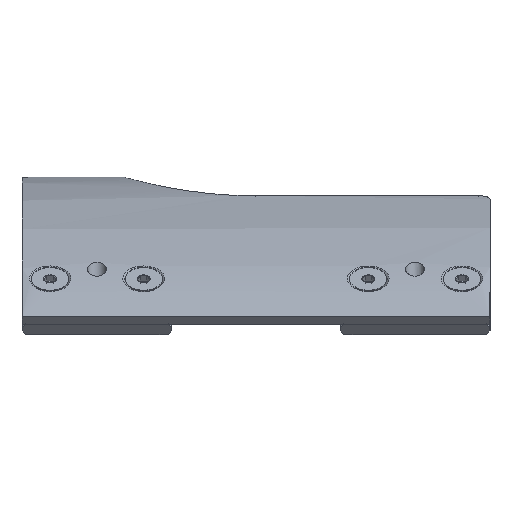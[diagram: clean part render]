
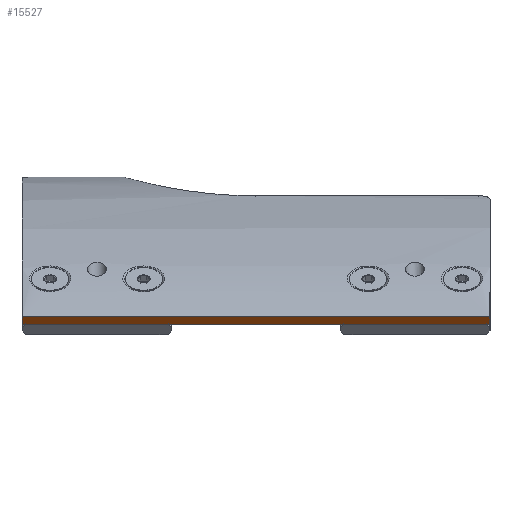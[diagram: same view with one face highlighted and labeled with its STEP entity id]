
A CAD part, left-side view. The second image highlights one B-rep face of the part: STEP entity #15527.
In plain terms, the highlighted planar face has unit normal (-0.707, 0, -0.707).
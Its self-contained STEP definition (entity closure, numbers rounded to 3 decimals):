
#934=PLANE('',#16233);
#1760=FACE_OUTER_BOUND('',#2675,.T.);
#2675=EDGE_LOOP('',(#14463,#14464,#14465,#14466));
#4216=LINE('',#28250,#5787);
#4221=LINE('',#29068,#5792);
#4245=LINE('',#30891,#5816);
#4247=LINE('',#30894,#5818);
#5787=VECTOR('',#19112,10.);
#5792=VECTOR('',#19123,10.);
#5816=VECTOR('',#19201,10.);
#5818=VECTOR('',#19205,10.);
#7718=VERTEX_POINT('',#28247);
#7719=VERTEX_POINT('',#28249);
#7753=VERTEX_POINT('',#29067);
#7783=VERTEX_POINT('',#30890);
#9921=EDGE_CURVE('',#7718,#7719,#4216,.T.);
#9959=EDGE_CURVE('',#7719,#7753,#4221,.T.);
#10011=EDGE_CURVE('',#7753,#7783,#4245,.T.);
#10013=EDGE_CURVE('',#7783,#7718,#4247,.T.);
#14463=ORIENTED_EDGE('',*,*,#9921,.F.);
#14464=ORIENTED_EDGE('',*,*,#10013,.F.);
#14465=ORIENTED_EDGE('',*,*,#10011,.F.);
#14466=ORIENTED_EDGE('',*,*,#9959,.F.);
#15527=ADVANCED_FACE('',(#1760),#934,.T.);
#16233=AXIS2_PLACEMENT_3D('',#30893,#19203,#19204);
#19112=DIRECTION('',(0.,-1.,0.));
#19123=DIRECTION('',(0.707,0.,-0.707));
#19201=DIRECTION('',(0.,1.,0.));
#19203=DIRECTION('center_axis',(-0.707,0.,-0.707));
#19204=DIRECTION('ref_axis',(-0.707,0.,0.707));
#19205=DIRECTION('',(-0.707,0.,0.707));
#28247=CARTESIAN_POINT('',(-89.803,62.5,89.803));
#28249=CARTESIAN_POINT('',(-89.803,-62.5,89.803));
#28250=CARTESIAN_POINT('',(-89.803,0.,89.803));
#29067=CARTESIAN_POINT('',(-87.681,-62.5,87.681));
#29068=CARTESIAN_POINT('',(0.,-62.5,0.));
#30890=CARTESIAN_POINT('',(-87.681,62.5,87.681));
#30891=CARTESIAN_POINT('',(-87.681,0.,87.681));
#30893=CARTESIAN_POINT('Origin',(-87.681,0.,87.681));
#30894=CARTESIAN_POINT('',(0.,62.5,0.));
